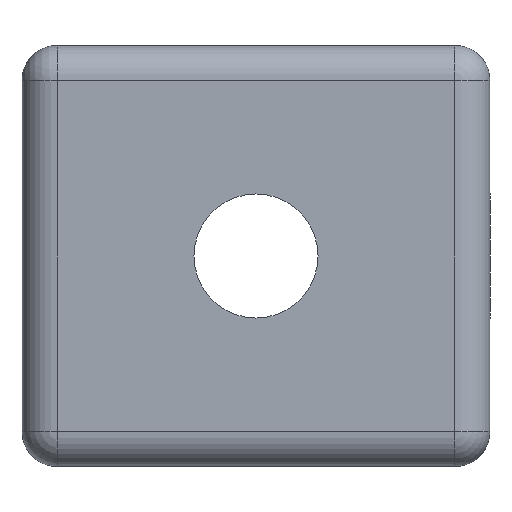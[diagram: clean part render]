
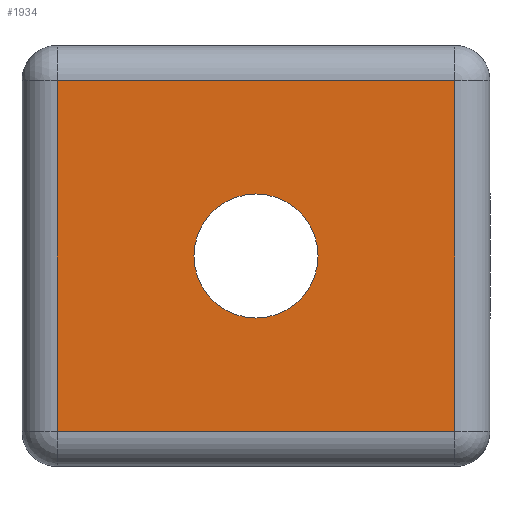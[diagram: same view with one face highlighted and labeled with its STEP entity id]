
A CAD part, left-side view. The second image highlights one B-rep face of the part: STEP entity #1934.
In plain terms, the highlighted planar face has unit normal (-1, 0, 0).
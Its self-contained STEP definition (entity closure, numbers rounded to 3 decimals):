
#21 = CARTESIAN_POINT ( 'NONE',  ( 0., 20., 0. ) ) ;
#38 = DIRECTION ( 'NONE',  ( 1., 0., 0. ) ) ;
#166 = CARTESIAN_POINT ( 'NONE',  ( 0., 1.5, -1.5 ) ) ;
#207 = CARTESIAN_POINT ( 'NONE',  ( 0., 1.5, 0. ) ) ;
#208 = LINE ( 'NONE', #1637, #1575 ) ;
#241 = AXIS2_PLACEMENT_3D ( 'NONE', #1186, #2223, #1683 ) ;
#499 = CARTESIAN_POINT ( 'NONE',  ( 0., 10., -9. ) ) ;
#565 = FACE_BOUND ( 'NONE', #3493, .T. ) ;
#573 = VERTEX_POINT ( 'NONE', #1682 ) ;
#628 = CARTESIAN_POINT ( 'NONE',  ( 0., 1.5, -16.5 ) ) ;
#830 = AXIS2_PLACEMENT_3D ( 'NONE', #499, #1365, #2461 ) ;
#840 = CARTESIAN_POINT ( 'NONE',  ( 0., 18.5, -16.5 ) ) ;
#1066 = CIRCLE ( 'NONE', #830, 2.65 ) ;
#1104 = EDGE_CURVE ( 'NONE', #1994, #3512, #1987, .T. ) ;
#1150 = DIRECTION ( 'NONE',  ( 0., 0., -1. ) ) ;
#1151 = LINE ( 'NONE', #2239, #2983 ) ;
#1186 = CARTESIAN_POINT ( 'NONE',  ( 0., 10., -9. ) ) ;
#1311 = DIRECTION ( 'NONE',  ( 0., 0., 1. ) ) ;
#1365 = DIRECTION ( 'NONE',  ( 1., 0., 0. ) ) ;
#1377 = LINE ( 'NONE', #207, #3097 ) ;
#1424 = EDGE_CURVE ( 'NONE', #1834, #3227, #208, .T. ) ;
#1448 = DIRECTION ( 'NONE',  ( 0., 0., -1. ) ) ;
#1514 = EDGE_CURVE ( 'NONE', #3242, #573, #1066, .T. ) ;
#1575 = VECTOR ( 'NONE', #2724, 1000. ) ;
#1637 = CARTESIAN_POINT ( 'NONE',  ( 0., 20., -16.5 ) ) ;
#1682 = CARTESIAN_POINT ( 'NONE',  ( 0., 10., -6.35 ) ) ;
#1683 = DIRECTION ( 'NONE',  ( 0., 0., -1. ) ) ;
#1770 = EDGE_LOOP ( 'NONE', ( #3141, #2323, #1975, #2516 ) ) ;
#1834 = VERTEX_POINT ( 'NONE', #840 ) ;
#1934 = ADVANCED_FACE ( 'NONE', ( #3031, #565 ), #3280, .F. ) ;
#1936 = ORIENTED_EDGE ( 'NONE', *, *, #2802, .T. ) ;
#1967 = CARTESIAN_POINT ( 'NONE',  ( 0., 18.5, -1.5 ) ) ;
#1975 = ORIENTED_EDGE ( 'NONE', *, *, #1424, .T. ) ;
#1987 = LINE ( 'NONE', #2271, #2370 ) ;
#1994 = VERTEX_POINT ( 'NONE', #166 ) ;
#2223 = DIRECTION ( 'NONE',  ( 1., 0., 0. ) ) ;
#2239 = CARTESIAN_POINT ( 'NONE',  ( 0., 18.5, 0. ) ) ;
#2271 = CARTESIAN_POINT ( 'NONE',  ( 0., 20., -1.5 ) ) ;
#2323 = ORIENTED_EDGE ( 'NONE', *, *, #2850, .T. ) ;
#2353 = CARTESIAN_POINT ( 'NONE',  ( 0., 10., -11.65 ) ) ;
#2370 = VECTOR ( 'NONE', #3344, 1000. ) ;
#2461 = DIRECTION ( 'NONE',  ( 0., 0., -1. ) ) ;
#2516 = ORIENTED_EDGE ( 'NONE', *, *, #2572, .T. ) ;
#2572 = EDGE_CURVE ( 'NONE', #3227, #1994, #1377, .T. ) ;
#2724 = DIRECTION ( 'NONE',  ( 0., -1., 0. ) ) ;
#2802 = EDGE_CURVE ( 'NONE', #573, #3242, #3151, .T. ) ;
#2850 = EDGE_CURVE ( 'NONE', #3512, #1834, #1151, .T. ) ;
#2941 = ORIENTED_EDGE ( 'NONE', *, *, #1514, .T. ) ;
#2983 = VECTOR ( 'NONE', #1448, 1000. ) ;
#2997 = AXIS2_PLACEMENT_3D ( 'NONE', #21, #38, #1150 ) ;
#3031 = FACE_OUTER_BOUND ( 'NONE', #1770, .T. ) ;
#3097 = VECTOR ( 'NONE', #1311, 1000. ) ;
#3141 = ORIENTED_EDGE ( 'NONE', *, *, #1104, .T. ) ;
#3151 = CIRCLE ( 'NONE', #241, 2.65 ) ;
#3227 = VERTEX_POINT ( 'NONE', #628 ) ;
#3242 = VERTEX_POINT ( 'NONE', #2353 ) ;
#3280 = PLANE ( 'NONE',  #2997 ) ;
#3344 = DIRECTION ( 'NONE',  ( 0., 1., 0. ) ) ;
#3493 = EDGE_LOOP ( 'NONE', ( #2941, #1936 ) ) ;
#3512 = VERTEX_POINT ( 'NONE', #1967 ) ;
